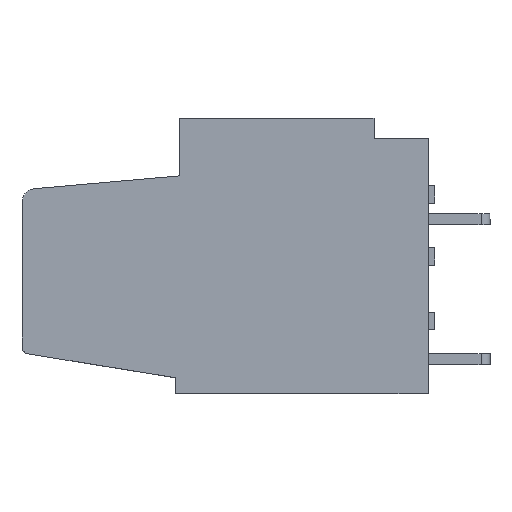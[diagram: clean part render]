
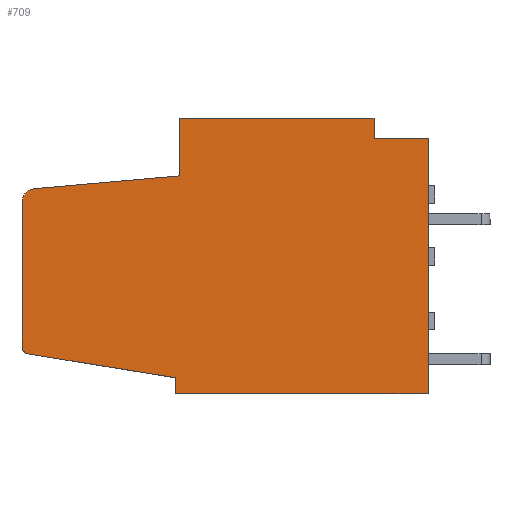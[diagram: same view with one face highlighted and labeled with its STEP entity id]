
A CAD part, left-side view. The second image highlights one B-rep face of the part: STEP entity #709.
In plain terms, the highlighted planar face has unit normal (-1, 0, 0).
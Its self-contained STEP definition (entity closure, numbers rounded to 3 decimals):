
#38 = VECTOR ( 'NONE', #3809, 1000. ) ;
#66 = EDGE_CURVE ( 'NONE', #1844, #4074, #3644, .T. ) ;
#148 = VERTEX_POINT ( 'NONE', #2192 ) ;
#260 = CARTESIAN_POINT ( 'NONE',  ( -20.33, 29.042, -11.142 ) ) ;
#283 = VECTOR ( 'NONE', #3869, 1000. ) ;
#362 = ORIENTED_EDGE ( 'NONE', *, *, #4539, .T. ) ;
#363 = EDGE_CURVE ( 'NONE', #488, #1844, #4222, .T. ) ;
#429 = VERTEX_POINT ( 'NONE', #3748 ) ;
#474 = CARTESIAN_POINT ( 'NONE',  ( -20.33, 58.542, -15.775 ) ) ;
#475 = VECTOR ( 'NONE', #4477, 1000. ) ;
#488 = VERTEX_POINT ( 'NONE', #260 ) ;
#500 = CARTESIAN_POINT ( 'NONE',  ( -20.33, 47.386, -28.515 ) ) ;
#538 = VERTEX_POINT ( 'NONE', #474 ) ;
#542 = DIRECTION ( 'NONE',  ( 0., 0., -1. ) ) ;
#577 = AXIS2_PLACEMENT_3D ( 'NONE', #4631, #1374, #4200 ) ;
#611 = CARTESIAN_POINT ( 'NONE',  ( -20.33, 47.386, -28.515 ) ) ;
#709 = ADVANCED_FACE ( 'NONE', ( #3469 ), #2433, .T. ) ;
#740 = ORIENTED_EDGE ( 'NONE', *, *, #4129, .T. ) ;
#742 = CARTESIAN_POINT ( 'NONE',  ( -20.33, 58.042, -26.283 ) ) ;
#794 = LINE ( 'NONE', #4491, #4468 ) ;
#813 = EDGE_CURVE ( 'NONE', #2890, #2969, #2184, .T. ) ;
#847 = CARTESIAN_POINT ( 'NONE',  ( -20.33, 29.042, -11.142 ) ) ;
#851 = LINE ( 'NONE', #500, #4527 ) ;
#858 = EDGE_CURVE ( 'NONE', #3797, #4603, #3474, .T. ) ;
#973 = ORIENTED_EDGE ( 'NONE', *, *, #66, .T. ) ;
#1152 = VECTOR ( 'NONE', #1339, 1000. ) ;
#1181 = AXIS2_PLACEMENT_3D ( 'NONE', #742, #2167, #1773 ) ;
#1184 = CARTESIAN_POINT ( 'NONE',  ( -20.33, 47.087, -13.848 ) ) ;
#1186 = LINE ( 'NONE', #2369, #38 ) ;
#1193 = ORIENTED_EDGE ( 'NONE', *, *, #4571, .T. ) ;
#1220 = DIRECTION ( 'NONE',  ( -1., 0., 0. ) ) ;
#1339 = DIRECTION ( 'NONE',  ( 0., 0., 1. ) ) ;
#1374 = DIRECTION ( 'NONE',  ( -1., 0., 0. ) ) ;
#1455 = ORIENTED_EDGE ( 'NONE', *, *, #858, .T. ) ;
#1470 = CIRCLE ( 'NONE', #1181, 0.5 ) ;
#1576 = VERTEX_POINT ( 'NONE', #611 ) ;
#1582 = CARTESIAN_POINT ( 'NONE',  ( -20.33, 58.122, -26.777 ) ) ;
#1605 = DIRECTION ( 'NONE',  ( 0., 1., 0. ) ) ;
#1773 = DIRECTION ( 'NONE',  ( 0., 0., 1. ) ) ;
#1782 = EDGE_CURVE ( 'NONE', #429, #1576, #2654, .T. ) ;
#1844 = VERTEX_POINT ( 'NONE', #4080 ) ;
#1923 = DIRECTION ( 'NONE',  ( 0., 0.996, -0.088 ) ) ;
#1998 = EDGE_CURVE ( 'NONE', #538, #2246, #794, .T. ) ;
#2054 = CARTESIAN_POINT ( 'NONE',  ( -20.33, 47.087, -9.669 ) ) ;
#2111 = EDGE_CURVE ( 'NONE', #4074, #148, #3314, .T. ) ;
#2131 = CARTESIAN_POINT ( 'NONE',  ( -20.33, 47.386, -29.669 ) ) ;
#2150 = ORIENTED_EDGE ( 'NONE', *, *, #363, .T. ) ;
#2167 = DIRECTION ( 'NONE',  ( -1., 0., 0. ) ) ;
#2184 = LINE ( 'NONE', #1184, #2690 ) ;
#2192 = CARTESIAN_POINT ( 'NONE',  ( -20.33, 47.087, -9.669 ) ) ;
#2246 = VERTEX_POINT ( 'NONE', #2837 ) ;
#2369 = CARTESIAN_POINT ( 'NONE',  ( -20.33, 29.042, -29.669 ) ) ;
#2433 = PLANE ( 'NONE',  #577 ) ;
#2469 = CARTESIAN_POINT ( 'NONE',  ( -20.33, 32.969, -9.669 ) ) ;
#2470 = EDGE_CURVE ( 'NONE', #1576, #3797, #851, .T. ) ;
#2654 = LINE ( 'NONE', #1582, #475 ) ;
#2677 = CARTESIAN_POINT ( 'NONE',  ( -20.33, 47.087, -13.848 ) ) ;
#2684 = CARTESIAN_POINT ( 'NONE',  ( -20.33, 57.542, -15.775 ) ) ;
#2690 = VECTOR ( 'NONE', #1923, 1000. ) ;
#2752 = DIRECTION ( 'NONE',  ( 0., 0., -1. ) ) ;
#2812 = AXIS2_PLACEMENT_3D ( 'NONE', #2684, #1220, #3408 ) ;
#2837 = CARTESIAN_POINT ( 'NONE',  ( -20.33, 58.542, -26.283 ) ) ;
#2885 = LINE ( 'NONE', #2054, #3738 ) ;
#2890 = VERTEX_POINT ( 'NONE', #2677 ) ;
#2969 = VERTEX_POINT ( 'NONE', #2991 ) ;
#2975 = ORIENTED_EDGE ( 'NONE', *, *, #3938, .T. ) ;
#2991 = CARTESIAN_POINT ( 'NONE',  ( -20.33, 57.63, -14.779 ) ) ;
#3036 = ORIENTED_EDGE ( 'NONE', *, *, #2111, .T. ) ;
#3092 = VECTOR ( 'NONE', #3868, 1000. ) ;
#3098 = CARTESIAN_POINT ( 'NONE',  ( -20.33, 29.042, -29.669 ) ) ;
#3155 = ORIENTED_EDGE ( 'NONE', *, *, #2470, .T. ) ;
#3314 = LINE ( 'NONE', #4634, #3092 ) ;
#3360 = DIRECTION ( 'NONE',  ( 0., 0., -1. ) ) ;
#3408 = DIRECTION ( 'NONE',  ( 0., 0., 1. ) ) ;
#3469 = FACE_OUTER_BOUND ( 'NONE', #3521, .T. ) ;
#3474 = LINE ( 'NONE', #2131, #283 ) ;
#3521 = EDGE_LOOP ( 'NONE', ( #1193, #4611, #2975, #4235, #740, #3891, #3155, #1455, #362, #2150, #973, #3036 ) ) ;
#3522 = CIRCLE ( 'NONE', #2812, 1. ) ;
#3552 = CARTESIAN_POINT ( 'NONE',  ( -20.33, 32.969, -11.142 ) ) ;
#3644 = LINE ( 'NONE', #3552, #1152 ) ;
#3738 = VECTOR ( 'NONE', #2752, 1000. ) ;
#3748 = CARTESIAN_POINT ( 'NONE',  ( -20.33, 58.122, -26.777 ) ) ;
#3797 = VERTEX_POINT ( 'NONE', #4461 ) ;
#3809 = DIRECTION ( 'NONE',  ( 0., 0., 1. ) ) ;
#3868 = DIRECTION ( 'NONE',  ( 0., 1., 0. ) ) ;
#3869 = DIRECTION ( 'NONE',  ( 0., -1., 0. ) ) ;
#3891 = ORIENTED_EDGE ( 'NONE', *, *, #1782, .T. ) ;
#3938 = EDGE_CURVE ( 'NONE', #2969, #538, #3522, .T. ) ;
#4074 = VERTEX_POINT ( 'NONE', #2469 ) ;
#4080 = CARTESIAN_POINT ( 'NONE',  ( -20.33, 32.969, -11.142 ) ) ;
#4129 = EDGE_CURVE ( 'NONE', #2246, #429, #1470, .T. ) ;
#4200 = DIRECTION ( 'NONE',  ( 0., 0., 1. ) ) ;
#4222 = LINE ( 'NONE', #847, #4327 ) ;
#4235 = ORIENTED_EDGE ( 'NONE', *, *, #1998, .T. ) ;
#4327 = VECTOR ( 'NONE', #1605, 1000. ) ;
#4461 = CARTESIAN_POINT ( 'NONE',  ( -20.33, 47.386, -29.669 ) ) ;
#4468 = VECTOR ( 'NONE', #542, 1000. ) ;
#4477 = DIRECTION ( 'NONE',  ( 0., -0.987, -0.16 ) ) ;
#4491 = CARTESIAN_POINT ( 'NONE',  ( -20.33, 58.542, -15.775 ) ) ;
#4527 = VECTOR ( 'NONE', #3360, 1000. ) ;
#4539 = EDGE_CURVE ( 'NONE', #4603, #488, #1186, .T. ) ;
#4571 = EDGE_CURVE ( 'NONE', #148, #2890, #2885, .T. ) ;
#4603 = VERTEX_POINT ( 'NONE', #3098 ) ;
#4611 = ORIENTED_EDGE ( 'NONE', *, *, #813, .T. ) ;
#4631 = CARTESIAN_POINT ( 'NONE',  ( -20.33, 57.542, -15.775 ) ) ;
#4634 = CARTESIAN_POINT ( 'NONE',  ( -20.33, 32.969, -9.669 ) ) ;
